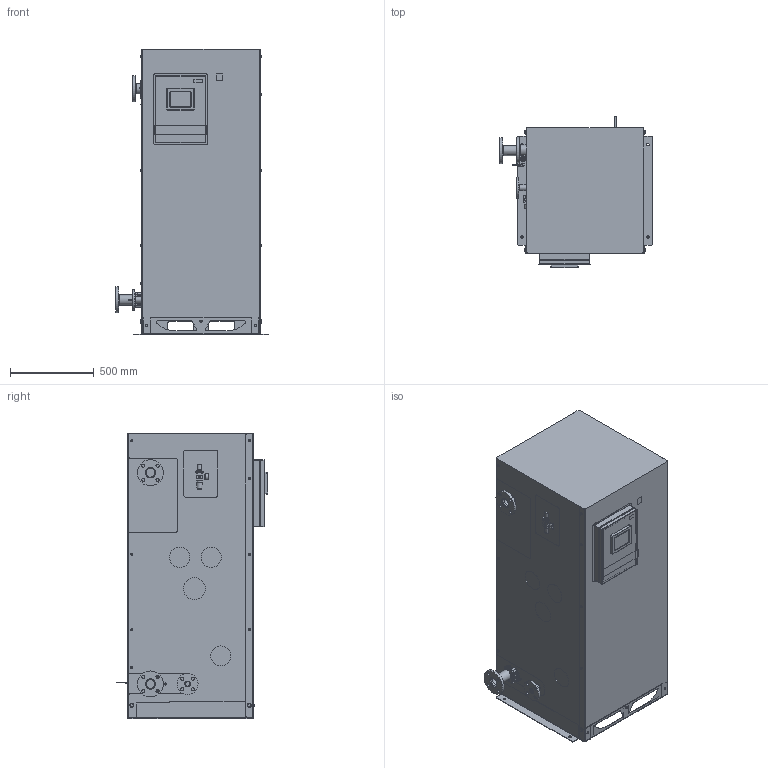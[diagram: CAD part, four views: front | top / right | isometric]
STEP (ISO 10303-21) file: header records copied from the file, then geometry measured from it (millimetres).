
FILE_DESCRIPTION(/* description */ (''),/* implementation_level */ '2;1');
FILE_NAME(/* name */ 'SQ6-AS-M2 外観モデル.stp',/* time_stamp */ '2025-01-16T10:28:37+09:00',/* author */ ('shibuya'),/* organization */ (''),/* preprocessor_version */ 'ST-DEVELOPER v18.1',/* originating_system */ 'Autodesk Inventor 2022',/* authorisation */ '');
FILE_SCHEMA (('AUTOMOTIVE_DESIGN { 1 0 10303 214 3 1 1 }'));
Products named in the file (1): SQ6-AS-M2 外観モデル
Bounding box: 907 x 902.8 x 1700 mm (x, y, z)
Volume: 825305468.5 mm3; surface area: 8483899.9 mm2
Topology: 4 solids, 12 shells, 3226 faces, 7963 edges, 4965 vertices
Faces by surface type: plane 1633, cylinder 837, cone 487, bspline 125, torus 112, sphere 32
Full cylindrical faces by diameter (mm): 4 x2, 4.134 x2, 4.8 x6, 4.917 x23, 5 x5, 6 x9, 6.498 x2, 7 x1, 8 x1, 8.5 x2, 10.106 x8, 10.5 x1, 11 x1, 11.2 x1, 11.4 x12, 11.445 x1, 11.5 x17, 11.7 x1, 12 x20, 12.2 x14, 12.8 x8, 13 x20, 14 x1, 15 x4, 16 x7, 17.3 x1, 17.5 x1, 19 x22, 21.7 x1, 22 x1
Entity records: 105320 total; most frequent: CARTESIAN_POINT 27090, ORIENTED_EDGE 15840, DIRECTION 15461, EDGE_CURVE 7920, AXIS2_PLACEMENT_3D 5616, VERTEX_POINT 4965, LINE 4229, VECTOR 4229
